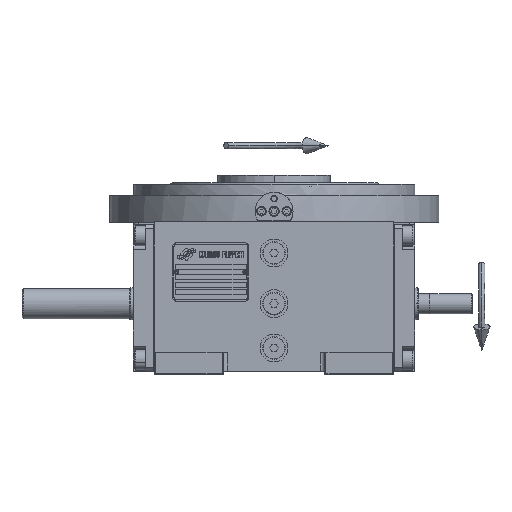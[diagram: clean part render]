
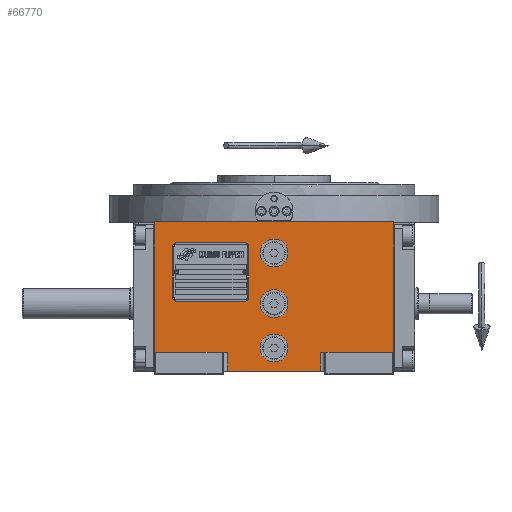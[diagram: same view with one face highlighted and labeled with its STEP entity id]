
A CAD part, top view. The second image highlights one B-rep face of the part: STEP entity #66770.
In plain terms, the highlighted planar face has unit normal (0, 0, 1).
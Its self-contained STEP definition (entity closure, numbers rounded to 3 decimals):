
#168 = AXIS2_PLACEMENT_3D ( 'NONE', #9271, #46546, #9974 ) ;
#326 = CARTESIAN_POINT ( 'NONE',  ( 94.5, -38.5, 163.5 ) ) ;
#1119 = DIRECTION ( 'NONE',  ( 0., -1., 0. ) ) ;
#1502 = CARTESIAN_POINT ( 'NONE',  ( -37., -53.5, 163.5 ) ) ;
#1580 = EDGE_CURVE ( 'NONE', #31198, #13318, #44171, .T. ) ;
#1650 = EDGE_CURVE ( 'NONE', #2573, #68277, #65685, .T. ) ;
#1715 = DIRECTION ( 'NONE',  ( 0., 1., 0. ) ) ;
#2573 = VERTEX_POINT ( 'NONE', #30584 ) ;
#2881 = EDGE_CURVE ( 'NONE', #33905, #5587, #10374, .T. ) ;
#3156 = CARTESIAN_POINT ( 'NONE',  ( 94.5, -38.5, 163.5 ) ) ;
#4222 = DIRECTION ( 'NONE',  ( 0., 0., 1. ) ) ;
#4333 = ORIENTED_EDGE ( 'NONE', *, *, #14357, .T. ) ;
#5318 = EDGE_CURVE ( 'NONE', #44411, #9126, #31781, .T. ) ;
#5578 = DIRECTION ( 'NONE',  ( 1., 0., 0. ) ) ;
#5587 = VERTEX_POINT ( 'NONE', #61579 ) ;
#5800 = AXIS2_PLACEMENT_3D ( 'NONE', #44223, #55795, #22746 ) ;
#5822 = VERTEX_POINT ( 'NONE', #43965 ) ;
#6280 = ORIENTED_EDGE ( 'NONE', *, *, #30016, .F. ) ;
#6775 = LINE ( 'NONE', #1502, #11102 ) ;
#7551 = DIRECTION ( 'NONE',  ( 1., 0., 0. ) ) ;
#8463 = CARTESIAN_POINT ( 'NONE',  ( 0., 0., 163.5 ) ) ;
#8917 = VERTEX_POINT ( 'NONE', #10503 ) ;
#9057 = AXIS2_PLACEMENT_3D ( 'NONE', #8463, #4222, #62586 ) ;
#9126 = VERTEX_POINT ( 'NONE', #29446 ) ;
#9271 = CARTESIAN_POINT ( 'NONE',  ( 0., -35., 163.5 ) ) ;
#9974 = DIRECTION ( 'NONE',  ( 1., 0., 0. ) ) ;
#10374 = CIRCLE ( 'NONE', #13756, 11. ) ;
#10503 = CARTESIAN_POINT ( 'NONE',  ( 37., -38.5, 163.5 ) ) ;
#11102 = VECTOR ( 'NONE', #44772, 1000. ) ;
#11419 = EDGE_CURVE ( 'NONE', #9126, #44411, #19737, .T. ) ;
#11934 = DIRECTION ( 'NONE',  ( 0., 0., 1. ) ) ;
#12053 = CARTESIAN_POINT ( 'NONE',  ( 37., -38.5, 163.5 ) ) ;
#12860 = EDGE_CURVE ( 'NONE', #8917, #5822, #28205, .T. ) ;
#13318 = VERTEX_POINT ( 'NONE', #16896 ) ;
#13638 = CARTESIAN_POINT ( 'NONE',  ( -37., -38.5, 163.5 ) ) ;
#13756 = AXIS2_PLACEMENT_3D ( 'NONE', #42342, #57465, #36732 ) ;
#14357 = EDGE_CURVE ( 'NONE', #46898, #5822, #6775, .T. ) ;
#15702 = EDGE_CURVE ( 'NONE', #8917, #35938, #35263, .T. ) ;
#16380 = AXIS2_PLACEMENT_3D ( 'NONE', #19076, #41577, #24329 ) ;
#16699 = CARTESIAN_POINT ( 'NONE',  ( 11., -35., 163.5 ) ) ;
#16896 = CARTESIAN_POINT ( 'NONE',  ( -94.5, 64.5, 163.5 ) ) ;
#18615 = EDGE_LOOP ( 'NONE', ( #61084, #58310 ) ) ;
#19076 = CARTESIAN_POINT ( 'NONE',  ( 0., -35., 163.5 ) ) ;
#19219 = EDGE_CURVE ( 'NONE', #5587, #33905, #20384, .T. ) ;
#19478 = DIRECTION ( 'NONE',  ( 1., 0., 0. ) ) ;
#19737 = CIRCLE ( 'NONE', #16380, 11. ) ;
#19775 = EDGE_CURVE ( 'NONE', #31198, #22359, #67620, .T. ) ;
#20048 = FACE_BOUND ( 'NONE', #61409, .T. ) ;
#20159 = CARTESIAN_POINT ( 'NONE',  ( -94.5, -38.5, 163.5 ) ) ;
#20384 = CIRCLE ( 'NONE', #5800, 11. ) ;
#21523 = CARTESIAN_POINT ( 'NONE',  ( 94.5, 64.5, 163.5 ) ) ;
#22359 = VERTEX_POINT ( 'NONE', #13638 ) ;
#22430 = VECTOR ( 'NONE', #57029, 1000. ) ;
#22746 = DIRECTION ( 'NONE',  ( -1., 0., 0. ) ) ;
#23082 = ORIENTED_EDGE ( 'NONE', *, *, #5318, .F. ) ;
#23553 = ORIENTED_EDGE ( 'NONE', *, *, #11419, .F. ) ;
#24329 = DIRECTION ( 'NONE',  ( -1., 0., 0. ) ) ;
#24605 = DIRECTION ( 'NONE',  ( 0., 1., 0. ) ) ;
#25873 = VECTOR ( 'NONE', #24605, 1000. ) ;
#26756 = EDGE_CURVE ( 'NONE', #46898, #22359, #49904, .T. ) ;
#27189 = VECTOR ( 'NONE', #19478, 1000. ) ;
#27393 = FACE_OUTER_BOUND ( 'NONE', #65661, .T. ) ;
#28205 = LINE ( 'NONE', #12053, #47982 ) ;
#29446 = CARTESIAN_POINT ( 'NONE',  ( -11., -35., 163.5 ) ) ;
#29975 = CARTESIAN_POINT ( 'NONE',  ( 11., 40., 163.5 ) ) ;
#30016 = EDGE_CURVE ( 'NONE', #13318, #67720, #55734, .T. ) ;
#30017 = ORIENTED_EDGE ( 'NONE', *, *, #26756, .F. ) ;
#30393 = AXIS2_PLACEMENT_3D ( 'NONE', #58693, #11934, #5578 ) ;
#30584 = CARTESIAN_POINT ( 'NONE',  ( -11., 0., 163.5 ) ) ;
#31198 = VERTEX_POINT ( 'NONE', #43812 ) ;
#31781 = CIRCLE ( 'NONE', #168, 11. ) ;
#33905 = VERTEX_POINT ( 'NONE', #29975 ) ;
#34495 = ORIENTED_EDGE ( 'NONE', *, *, #1650, .F. ) ;
#35263 = LINE ( 'NONE', #67926, #22430 ) ;
#35696 = ORIENTED_EDGE ( 'NONE', *, *, #15702, .T. ) ;
#35938 = VERTEX_POINT ( 'NONE', #326 ) ;
#36732 = DIRECTION ( 'NONE',  ( 1., 0., 0. ) ) ;
#37575 = ORIENTED_EDGE ( 'NONE', *, *, #1580, .F. ) ;
#39005 = CARTESIAN_POINT ( 'NONE',  ( 11., 0., 163.5 ) ) ;
#39074 = LINE ( 'NONE', #3156, #25873 ) ;
#39395 = CIRCLE ( 'NONE', #9057, 11. ) ;
#39881 = AXIS2_PLACEMENT_3D ( 'NONE', #45213, #50456, #66265 ) ;
#41508 = FACE_BOUND ( 'NONE', #57529, .T. ) ;
#41577 = DIRECTION ( 'NONE',  ( 0., 0., 1. ) ) ;
#42342 = CARTESIAN_POINT ( 'NONE',  ( 0., 40., 163.5 ) ) ;
#43117 = DIRECTION ( 'NONE',  ( 0., 1., 0. ) ) ;
#43812 = CARTESIAN_POINT ( 'NONE',  ( -94.5, -38.5, 163.5 ) ) ;
#43965 = CARTESIAN_POINT ( 'NONE',  ( 37., -53.5, 163.5 ) ) ;
#44171 = LINE ( 'NONE', #65229, #64546 ) ;
#44223 = CARTESIAN_POINT ( 'NONE',  ( 0., 40., 163.5 ) ) ;
#44411 = VERTEX_POINT ( 'NONE', #16699 ) ;
#44772 = DIRECTION ( 'NONE',  ( 1., 0., 0. ) ) ;
#44851 = CARTESIAN_POINT ( 'NONE',  ( -94.5, 64.5, 163.5 ) ) ;
#45213 = CARTESIAN_POINT ( 'NONE',  ( 0., 0., 163.5 ) ) ;
#46546 = DIRECTION ( 'NONE',  ( 0., 0., 1. ) ) ;
#46898 = VERTEX_POINT ( 'NONE', #57437 ) ;
#47982 = VECTOR ( 'NONE', #1119, 1000. ) ;
#48494 = PLANE ( 'NONE',  #30393 ) ;
#48698 = VECTOR ( 'NONE', #7551, 1000. ) ;
#49904 = LINE ( 'NONE', #54130, #58462 ) ;
#50093 = ORIENTED_EDGE ( 'NONE', *, *, #66521, .T. ) ;
#50456 = DIRECTION ( 'NONE',  ( 0., 0., 1. ) ) ;
#50545 = ORIENTED_EDGE ( 'NONE', *, *, #19775, .T. ) ;
#54130 = CARTESIAN_POINT ( 'NONE',  ( -37., -53.5, 163.5 ) ) ;
#54713 = EDGE_CURVE ( 'NONE', #68277, #2573, #39395, .T. ) ;
#55734 = LINE ( 'NONE', #44851, #48698 ) ;
#55795 = DIRECTION ( 'NONE',  ( 0., 0., 1. ) ) ;
#57029 = DIRECTION ( 'NONE',  ( 1., 0., 0. ) ) ;
#57437 = CARTESIAN_POINT ( 'NONE',  ( -37., -53.5, 163.5 ) ) ;
#57465 = DIRECTION ( 'NONE',  ( 0., 0., 1. ) ) ;
#57529 = EDGE_LOOP ( 'NONE', ( #23082, #23553 ) ) ;
#58310 = ORIENTED_EDGE ( 'NONE', *, *, #19219, .F. ) ;
#58462 = VECTOR ( 'NONE', #1715, 1000. ) ;
#58693 = CARTESIAN_POINT ( 'NONE',  ( -94.5, -53.5, 163.5 ) ) ;
#61084 = ORIENTED_EDGE ( 'NONE', *, *, #2881, .F. ) ;
#61409 = EDGE_LOOP ( 'NONE', ( #65809, #34495 ) ) ;
#61579 = CARTESIAN_POINT ( 'NONE',  ( -11., 40., 163.5 ) ) ;
#62586 = DIRECTION ( 'NONE',  ( 1., 0., 0. ) ) ;
#62933 = FACE_BOUND ( 'NONE', #18615, .T. ) ;
#64546 = VECTOR ( 'NONE', #43117, 1000. ) ;
#65229 = CARTESIAN_POINT ( 'NONE',  ( -94.5, -38.5, 163.5 ) ) ;
#65661 = EDGE_LOOP ( 'NONE', ( #4333, #68555, #35696, #50093, #6280, #37575, #50545, #30017 ) ) ;
#65685 = CIRCLE ( 'NONE', #39881, 11. ) ;
#65809 = ORIENTED_EDGE ( 'NONE', *, *, #54713, .F. ) ;
#66265 = DIRECTION ( 'NONE',  ( -1., 0., 0. ) ) ;
#66521 = EDGE_CURVE ( 'NONE', #35938, #67720, #39074, .T. ) ;
#66770 = ADVANCED_FACE ( 'NONE', ( #20048, #41508, #62933, #27393 ), #48494, .T. ) ;
#67620 = LINE ( 'NONE', #20159, #27189 ) ;
#67720 = VERTEX_POINT ( 'NONE', #21523 ) ;
#67926 = CARTESIAN_POINT ( 'NONE',  ( 37., -38.5, 163.5 ) ) ;
#68277 = VERTEX_POINT ( 'NONE', #39005 ) ;
#68555 = ORIENTED_EDGE ( 'NONE', *, *, #12860, .F. ) ;
